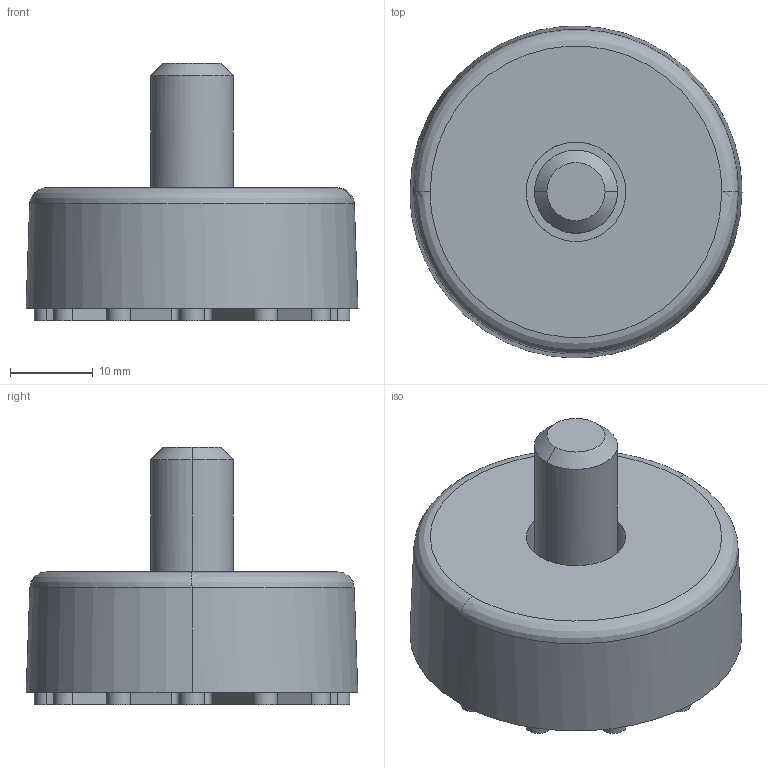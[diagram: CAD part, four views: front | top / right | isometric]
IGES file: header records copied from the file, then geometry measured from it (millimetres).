
Start section: ------------------------------------------------------------------------
Global section: file name: PC005.24280.TM_246_M10_15_7113.igs; native system: spGate; preprocessor: ver19.8.4 (****-****-****-****); author: Unknown; organization: Unknown; date: 250424.190737; units: millimetre
Bounding box: 40 x 39.98 x 31 mm (x, y, z)
Volume: 17472.4 mm3; surface area: 7131.1 mm2
Topology: 1 solids, 1 shells, 161 faces, 416 edges, 259 vertices
Faces by surface type: bspline 161
